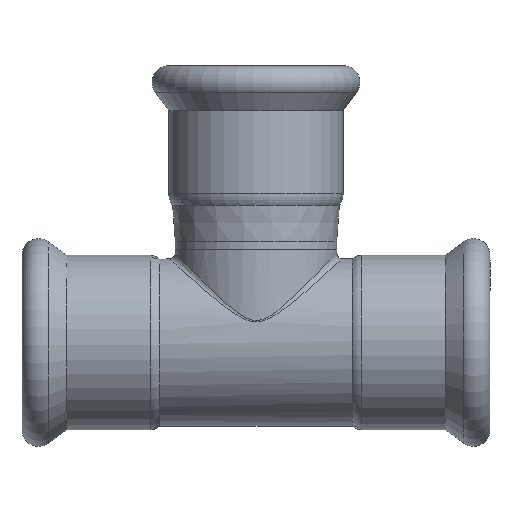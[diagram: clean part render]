
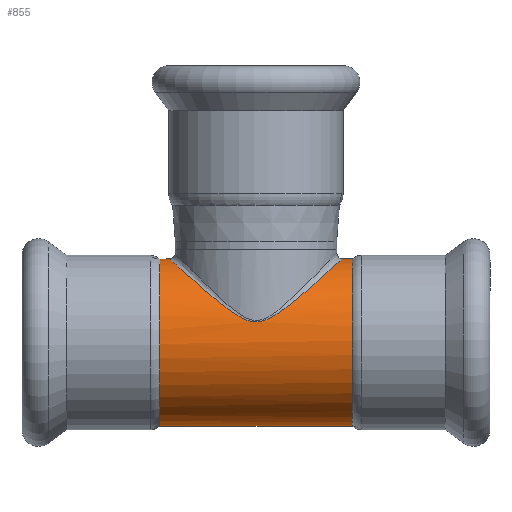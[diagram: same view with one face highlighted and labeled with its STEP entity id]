
A CAD part, front view. The second image highlights one B-rep face of the part: STEP entity #855.
In plain terms, the highlighted cylindrical face has radius 15 mm (diameter 30 mm), a full revolution.
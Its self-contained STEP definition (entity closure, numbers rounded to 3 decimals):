
#21=B_SPLINE_CURVE_WITH_KNOTS('',5,(#1539,#1540,#1541,#1542,#1543,#1544,
#1545,#1546,#1547,#1548,#1549,#1550,#1551,#1552,#1553,#1554,#1555,#1556,
#1557,#1558,#1559,#1560,#1561,#1562,#1563,#1564,#1565,#1566,#1567,#1568,
#1569,#1570,#1571),.UNSPECIFIED.,.F.,.F.,(6,3,3,3,3,3,3,3,3,3,6),(0.,8.015,
20.984,29.107,34.049,37.407,40.765,45.703,
53.822,66.793,74.819),.UNSPECIFIED.);
#22=B_SPLINE_CURVE_WITH_KNOTS('',5,(#1572,#1573,#1574,#1575,#1576,#1577,
#1578,#1579,#1580,#1581,#1582,#1583,#1584,#1585,#1586,#1587,#1588,#1589,
#1590,#1591,#1592,#1593,#1594,#1595,#1596,#1597,#1598,#1599,#1600,#1601,
#1602,#1603,#1604,#1605,#1606,#1607,#1608,#1609,#1610),.UNSPECIFIED.,.F.,
 .F.,(6,3,3,3,3,3,3,3,3,3,3,3,6),(0.,8.344,15.569,24.126,
28.168,33.751,37.874,41.331,46.761,50.826,
59.097,65.131,74.818),.UNSPECIFIED.);
#38=CYLINDRICAL_SURFACE('',#987,15.);
#61=LINE('',#1536,#88);
#88=VECTOR('',#1219,15.);
#135=FACE_BOUND('',#235,.T.);
#172=FACE_OUTER_BOUND('',#234,.T.);
#234=EDGE_LOOP('',(#650,#651,#652,#653,#654,#655));
#235=EDGE_LOOP('',(#656,#657));
#301=CIRCLE('',#963,15.);
#302=CIRCLE('',#964,15.);
#307=CIRCLE('',#972,15.);
#308=CIRCLE('',#973,15.);
#368=VERTEX_POINT('',#1418);
#369=VERTEX_POINT('',#1420);
#373=VERTEX_POINT('',#1433);
#374=VERTEX_POINT('',#1435);
#382=VERTEX_POINT('',#1537);
#383=VERTEX_POINT('',#1538);
#454=EDGE_CURVE('',#369,#368,#301,.F.);
#455=EDGE_CURVE('',#368,#369,#302,.F.);
#461=EDGE_CURVE('',#373,#374,#307,.T.);
#462=EDGE_CURVE('',#374,#373,#308,.T.);
#476=EDGE_CURVE('',#369,#374,#61,.T.);
#477=EDGE_CURVE('',#382,#383,#21,.F.);
#478=EDGE_CURVE('',#383,#382,#22,.T.);
#650=ORIENTED_EDGE('',*,*,#454,.T.);
#651=ORIENTED_EDGE('',*,*,#455,.T.);
#652=ORIENTED_EDGE('',*,*,#476,.T.);
#653=ORIENTED_EDGE('',*,*,#461,.F.);
#654=ORIENTED_EDGE('',*,*,#462,.F.);
#655=ORIENTED_EDGE('',*,*,#476,.F.);
#656=ORIENTED_EDGE('',*,*,#477,.F.);
#657=ORIENTED_EDGE('',*,*,#478,.F.);
#855=ADVANCED_FACE('',(#172,#135),#38,.T.);
#963=AXIS2_PLACEMENT_3D('',#1421,#1163,#1164);
#964=AXIS2_PLACEMENT_3D('',#1422,#1165,#1166);
#972=AXIS2_PLACEMENT_3D('',#1436,#1182,#1183);
#973=AXIS2_PLACEMENT_3D('',#1437,#1184,#1185);
#987=AXIS2_PLACEMENT_3D('',#1535,#1217,#1218);
#1163=DIRECTION('center_axis',(-1.,0.,0.));
#1164=DIRECTION('ref_axis',(0.,1.,0.));
#1165=DIRECTION('center_axis',(-1.,0.,0.));
#1166=DIRECTION('ref_axis',(0.,1.,0.));
#1182=DIRECTION('center_axis',(1.,0.,0.));
#1183=DIRECTION('ref_axis',(0.,-1.,0.));
#1184=DIRECTION('center_axis',(1.,0.,0.));
#1185=DIRECTION('ref_axis',(0.,-1.,0.));
#1217=DIRECTION('center_axis',(-1.,0.,0.));
#1218=DIRECTION('ref_axis',(0.,0.,1.));
#1219=DIRECTION('',(1.,0.,0.));
#1418=CARTESIAN_POINT('',(-17.299,-13.164,7.191));
#1420=CARTESIAN_POINT('',(-17.299,0.,-15.));
#1421=CARTESIAN_POINT('Origin',(-17.299,0.,0.));
#1422=CARTESIAN_POINT('Origin',(-17.299,0.,0.));
#1433=CARTESIAN_POINT('',(17.299,-13.164,-7.191));
#1435=CARTESIAN_POINT('',(17.299,0.,-15.));
#1436=CARTESIAN_POINT('Origin',(17.299,0.,0.));
#1437=CARTESIAN_POINT('Origin',(17.299,0.,0.));
#1535=CARTESIAN_POINT('Origin',(0.,0.,0.));
#1536=CARTESIAN_POINT('',(0.,0.,-15.));
#1537=CARTESIAN_POINT('',(15.5,0.,15.));
#1538=CARTESIAN_POINT('',(-15.5,0.,15.));
#1539=CARTESIAN_POINT('Ctrl Pts',(-15.5,0.,15.));
#1540=CARTESIAN_POINT('Ctrl Pts',(-15.5,1.135,15.));
#1541=CARTESIAN_POINT('Ctrl Pts',(-15.382,2.269,14.893));
#1542=CARTESIAN_POINT('Ctrl Pts',(-15.145,3.372,14.678));
#1543=CARTESIAN_POINT('Ctrl Pts',(-14.264,6.115,13.879));
#1544=CARTESIAN_POINT('Ctrl Pts',(-12.81,8.417,12.569));
#1545=CARTESIAN_POINT('Ctrl Pts',(-11.766,9.636,11.635));
#1546=CARTESIAN_POINT('Ctrl Pts',(-9.91,11.331,9.99));
#1547=CARTESIAN_POINT('Ctrl Pts',(-7.835,12.585,8.224));
#1548=CARTESIAN_POINT('Ctrl Pts',(-7.005,13.006,7.535));
#1549=CARTESIAN_POINT('Ctrl Pts',(-5.633,13.587,6.425));
#1550=CARTESIAN_POINT('Ctrl Pts',(-4.155,14.016,5.369));
#1551=CARTESIAN_POINT('Ctrl Pts',(-3.578,14.156,4.986));
#1552=CARTESIAN_POINT('Ctrl Pts',(-2.567,14.354,4.374));
#1553=CARTESIAN_POINT('Ctrl Pts',(-1.454,14.477,3.933));
#1554=CARTESIAN_POINT('Ctrl Pts',(-0.983,14.513,3.792));
#1555=CARTESIAN_POINT('Ctrl Pts',(-0.002,14.549,3.649));
#1556=CARTESIAN_POINT('Ctrl Pts',(0.979,14.513,3.792));
#1557=CARTESIAN_POINT('Ctrl Pts',(1.451,14.477,3.932));
#1558=CARTESIAN_POINT('Ctrl Pts',(2.563,14.355,4.373));
#1559=CARTESIAN_POINT('Ctrl Pts',(3.574,14.156,4.983));
#1560=CARTESIAN_POINT('Ctrl Pts',(4.15,14.017,5.366));
#1561=CARTESIAN_POINT('Ctrl Pts',(5.628,13.589,6.421));
#1562=CARTESIAN_POINT('Ctrl Pts',(7.,13.009,7.53));
#1563=CARTESIAN_POINT('Ctrl Pts',(7.829,12.588,8.219));
#1564=CARTESIAN_POINT('Ctrl Pts',(9.904,11.335,9.985));
#1565=CARTESIAN_POINT('Ctrl Pts',(11.761,9.642,11.63));
#1566=CARTESIAN_POINT('Ctrl Pts',(12.805,8.424,12.565));
#1567=CARTESIAN_POINT('Ctrl Pts',(14.262,6.121,13.877));
#1568=CARTESIAN_POINT('Ctrl Pts',(15.144,3.377,14.677));
#1569=CARTESIAN_POINT('Ctrl Pts',(15.382,2.273,14.892));
#1570=CARTESIAN_POINT('Ctrl Pts',(15.5,1.136,15.));
#1571=CARTESIAN_POINT('Ctrl Pts',(15.5,0.,15.));
#1572=CARTESIAN_POINT('Ctrl Pts',(-15.5,0.,15.));
#1573=CARTESIAN_POINT('Ctrl Pts',(-15.5,-1.181,15.));
#1574=CARTESIAN_POINT('Ctrl Pts',(-15.372,-2.363,14.884));
#1575=CARTESIAN_POINT('Ctrl Pts',(-15.116,-3.507,14.651));
#1576=CARTESIAN_POINT('Ctrl Pts',(-14.438,-5.529,14.037));
#1577=CARTESIAN_POINT('Ctrl Pts',(-13.453,-7.305,13.149));
#1578=CARTESIAN_POINT('Ctrl Pts',(-12.941,-8.07,12.689));
#1579=CARTESIAN_POINT('Ctrl Pts',(-11.73,-9.614,11.605));
#1580=CARTESIAN_POINT('Ctrl Pts',(-10.344,-10.887,10.383));
#1581=CARTESIAN_POINT('Ctrl Pts',(-9.553,-11.502,9.692));
#1582=CARTESIAN_POINT('Ctrl Pts',(-8.339,-12.301,8.646));
#1583=CARTESIAN_POINT('Ctrl Pts',(-7.053,-12.951,7.584));
#1584=CARTESIAN_POINT('Ctrl Pts',(-6.633,-13.145,7.242));
#1585=CARTESIAN_POINT('Ctrl Pts',(-5.615,-13.57,6.432));
#1586=CARTESIAN_POINT('Ctrl Pts',(-4.547,-13.912,5.64));
#1587=CARTESIAN_POINT('Ctrl Pts',(-3.907,-14.083,5.197));
#1588=CARTESIAN_POINT('Ctrl Pts',(-2.749,-14.332,4.456));
#1589=CARTESIAN_POINT('Ctrl Pts',(-1.455,-14.481,3.92));
#1590=CARTESIAN_POINT('Ctrl Pts',(-0.872,-14.525,3.744));
#1591=CARTESIAN_POINT('Ctrl Pts',(0.25,-14.553,3.638));
#1592=CARTESIAN_POINT('Ctrl Pts',(1.337,-14.488,3.888));
#1593=CARTESIAN_POINT('Ctrl Pts',(1.809,-14.442,4.062));
#1594=CARTESIAN_POINT('Ctrl Pts',(2.969,-14.288,4.591));
#1595=CARTESIAN_POINT('Ctrl Pts',(4.023,-14.053,5.276));
#1596=CARTESIAN_POINT('Ctrl Pts',(4.643,-13.883,5.71));
#1597=CARTESIAN_POINT('Ctrl Pts',(5.694,-13.54,6.493));
#1598=CARTESIAN_POINT('Ctrl Pts',(6.696,-13.117,7.293));
#1599=CARTESIAN_POINT('Ctrl Pts',(7.117,-12.92,7.636));
#1600=CARTESIAN_POINT('Ctrl Pts',(8.373,-12.278,8.676));
#1601=CARTESIAN_POINT('Ctrl Pts',(9.561,-11.492,9.699));
#1602=CARTESIAN_POINT('Ctrl Pts',(10.326,-10.899,10.366));
#1603=CARTESIAN_POINT('Ctrl Pts',(11.584,-9.749,11.476));
#1604=CARTESIAN_POINT('Ctrl Pts',(12.7,-8.378,12.473));
#1605=CARTESIAN_POINT('Ctrl Pts',(13.143,-7.759,12.87));
#1606=CARTESIAN_POINT('Ctrl Pts',(14.203,-6.041,13.824));
#1607=CARTESIAN_POINT('Ctrl Pts',(14.982,-4.058,14.529));
#1608=CARTESIAN_POINT('Ctrl Pts',(15.328,-2.743,14.843));
#1609=CARTESIAN_POINT('Ctrl Pts',(15.5,-1.371,15.));
#1610=CARTESIAN_POINT('Ctrl Pts',(15.5,0.,15.));
